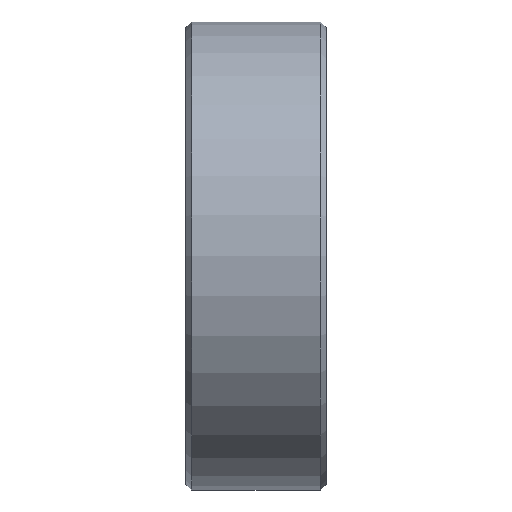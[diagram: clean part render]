
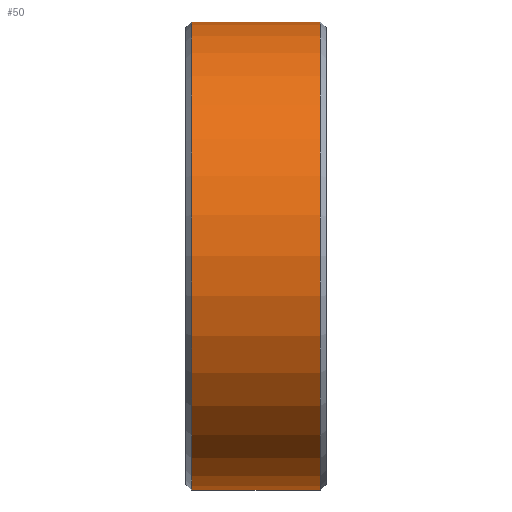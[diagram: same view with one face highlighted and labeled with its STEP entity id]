
A CAD part, top view. The second image highlights one B-rep face of the part: STEP entity #50.
In plain terms, the highlighted cylindrical face has radius 20 mm (diameter 40 mm), a partial arc.
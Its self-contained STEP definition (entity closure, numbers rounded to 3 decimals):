
#50=ADVANCED_FACE('',(#81),#82,.T.);
#81=FACE_OUTER_BOUND('',#139,.T.);
#82=CYLINDRICAL_SURFACE('',#140,20.0);
#139=EDGE_LOOP('',(#217,#218,#219,#220));
#140=AXIS2_PLACEMENT_3D('',#221,#222,#223);
#217=ORIENTED_EDGE('',*,*,#385,.F.);
#218=ORIENTED_EDGE('',*,*,#386,.T.);
#219=ORIENTED_EDGE('',*,*,#387,.F.);
#220=ORIENTED_EDGE('',*,*,#382,.F.);
#221=CARTESIAN_POINT('',(6.0,0.0,0.0));
#222=DIRECTION('',(1.0,0.0,0.0));
#223=DIRECTION('',(0.0,1.0,0.0));
#382=EDGE_CURVE('',#441,#444,#445,.T.);
#385=EDGE_CURVE('',#449,#441,#450,.T.);
#386=EDGE_CURVE('',#449,#451,#452,.T.);
#387=EDGE_CURVE('',#444,#451,#453,.T.);
#441=VERTEX_POINT('',#531);
#444=VERTEX_POINT('',#535);
#445=CIRCLE('',#536,20.0);
#449=VERTEX_POINT('',#541);
#450=LINE('',#542,#543);
#451=VERTEX_POINT('',#544);
#452=CIRCLE('',#545,20.0);
#453=LINE('',#546,#547);
#531=CARTESIAN_POINT('',(11.5,20.0,0.0));
#535=CARTESIAN_POINT('',(11.5,-20.0,0.));
#536=AXIS2_PLACEMENT_3D('',#630,#631,#632);
#541=CARTESIAN_POINT('',(0.5,20.0,0.0));
#542=CARTESIAN_POINT('',(6.0,20.0,0.));
#543=VECTOR('',#637,1.0);
#544=CARTESIAN_POINT('',(0.5,-20.0,0.));
#545=AXIS2_PLACEMENT_3D('',#638,#639,#640);
#546=CARTESIAN_POINT('',(6.0,-20.0,0.));
#547=VECTOR('',#641,1.0);
#630=CARTESIAN_POINT('',(11.5,0.0,0.0));
#631=DIRECTION('',(1.0,0.0,0.0));
#632=DIRECTION('',(0.0,1.0,0.0));
#637=DIRECTION('',(1.0,0.0,0.0));
#638=CARTESIAN_POINT('',(0.5,0.0,0.0));
#639=DIRECTION('',(1.0,0.0,0.0));
#640=DIRECTION('',(0.0,1.0,0.0));
#641=DIRECTION('',(-1.0,-0.0,-0.0));
